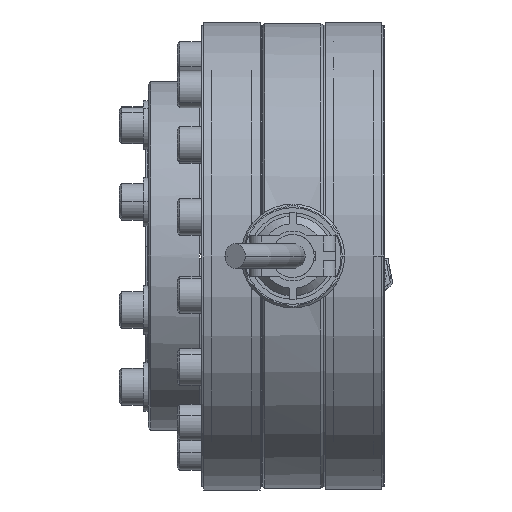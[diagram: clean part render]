
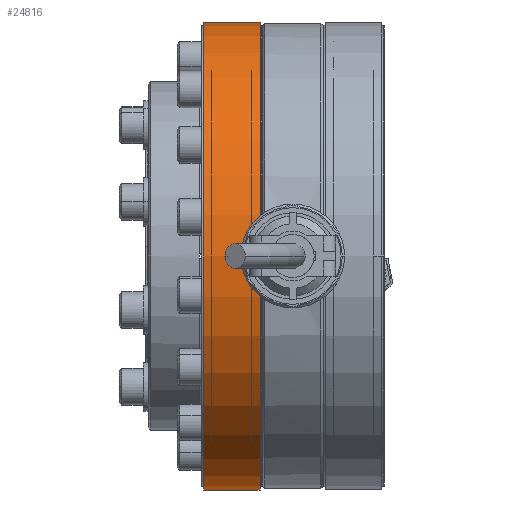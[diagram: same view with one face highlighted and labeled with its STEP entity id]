
A CAD part, left-side view. The second image highlights one B-rep face of the part: STEP entity #24816.
In plain terms, the highlighted cylindrical face has radius 76.2 mm (diameter 152.4 mm), a partial arc.
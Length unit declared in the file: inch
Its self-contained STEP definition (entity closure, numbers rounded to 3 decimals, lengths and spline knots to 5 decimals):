
#7675 = AXIS2_PLACEMENT_3D ( 'NONE', #27813, #27801, #27791 ) ;
#13744 = CARTESIAN_POINT ( 'NONE',  ( 0., -0.031, 0. ) ) ;
#13748 = DIRECTION ( 'NONE',  ( 0., -1., 0. ) ) ;
#13749 = DIRECTION ( 'NONE',  ( 0., 0., -1. ) ) ;
#13768 = CARTESIAN_POINT ( 'NONE',  ( 0., -0.751, 3. ) ) ;
#13769 = DIRECTION ( 'NONE',  ( 0., 1., 0. ) ) ;
#14317 = EDGE_CURVE ( 'NONE', #38792, #38082, #70444, .T. ) ;
#14332 = EDGE_CURVE ( 'NONE', #38972, #38792, #70446, .T. ) ;
#14741 = EDGE_CURVE ( 'NONE', #37941, #38082, #82353, .T. ) ;
#14886 = EDGE_CURVE ( 'NONE', #38972, #37941, #82444, .T. ) ;
#18226 = FACE_OUTER_BOUND ( 'NONE', #56303, .T. ) ;
#18227 = CYLINDRICAL_SURFACE ( 'NONE', #7675, 3. ) ;
#24816 = ADVANCED_FACE ( 'NONE', ( #18226 ), #18227, .T. ) ;
#27791 = DIRECTION ( 'NONE',  ( 0., 0., 1. ) ) ;
#27801 = DIRECTION ( 'NONE',  ( 0., 1., 0. ) ) ;
#27813 = CARTESIAN_POINT ( 'NONE',  ( 0., -0.751, 0. ) ) ;
#37941 = VERTEX_POINT ( 'NONE', #87329 ) ;
#38082 = VERTEX_POINT ( 'NONE', #87422 ) ;
#38792 = VERTEX_POINT ( 'NONE', #87829 ) ;
#38972 = VERTEX_POINT ( 'NONE', #87951 ) ;
#56303 = EDGE_LOOP ( 'NONE', ( #73238, #73240, #73242, #73243 ) ) ;
#65536 = AXIS2_PLACEMENT_3D ( 'NONE', #13744, #13748, #13749 ) ;
#65718 = AXIS2_PLACEMENT_3D ( 'NONE', #80411, #80448, #80450 ) ;
#70435 = VECTOR ( 'NONE', #13769, 39.37008 ) ;
#70444 = CIRCLE ( 'NONE', #65536, 3. ) ;
#70446 = LINE ( 'NONE', #13768, #70435 ) ;
#73238 = ORIENTED_EDGE ( 'NONE', *, *, #14741, .F. ) ;
#73240 = ORIENTED_EDGE ( 'NONE', *, *, #14886, .F. ) ;
#73242 = ORIENTED_EDGE ( 'NONE', *, *, #14332, .T. ) ;
#73243 = ORIENTED_EDGE ( 'NONE', *, *, #14317, .T. ) ;
#80108 = CARTESIAN_POINT ( 'NONE',  ( 0., -0.751, -3. ) ) ;
#80110 = DIRECTION ( 'NONE',  ( 0., 1., 0. ) ) ;
#80411 = CARTESIAN_POINT ( 'NONE',  ( 0., -0.751, 0. ) ) ;
#80448 = DIRECTION ( 'NONE',  ( 0., -1., 0. ) ) ;
#80450 = DIRECTION ( 'NONE',  ( 0., 0., -1. ) ) ;
#82353 = LINE ( 'NONE', #80108, #82354 ) ;
#82354 = VECTOR ( 'NONE', #80110, 39.37008 ) ;
#82444 = CIRCLE ( 'NONE', #65718, 3. ) ;
#87329 = CARTESIAN_POINT ( 'NONE',  ( 0., -0.751, -3. ) ) ;
#87422 = CARTESIAN_POINT ( 'NONE',  ( 0., -0.031, -3. ) ) ;
#87829 = CARTESIAN_POINT ( 'NONE',  ( 0., -0.031, 3. ) ) ;
#87951 = CARTESIAN_POINT ( 'NONE',  ( 0., -0.751, 3. ) ) ;
